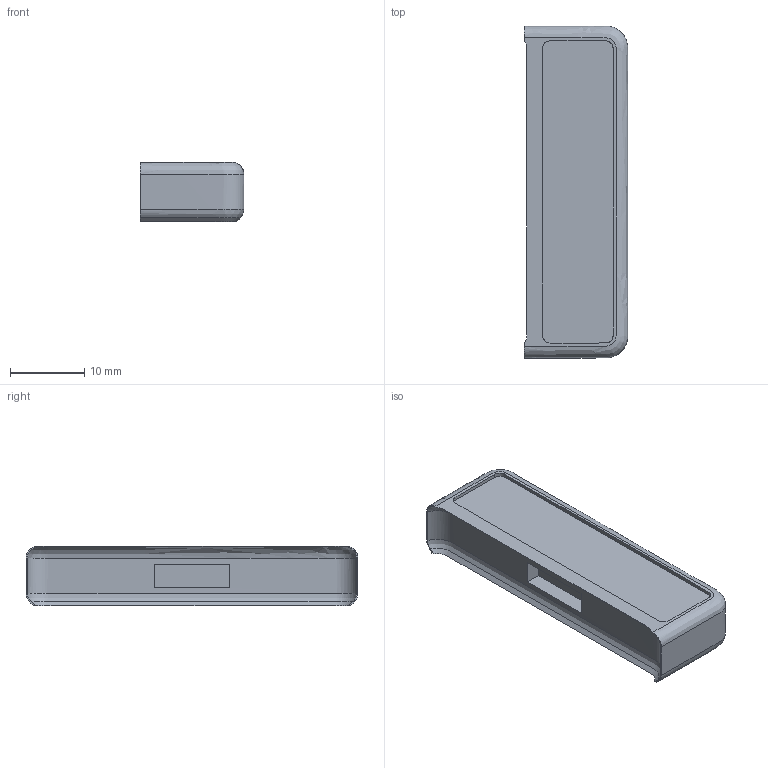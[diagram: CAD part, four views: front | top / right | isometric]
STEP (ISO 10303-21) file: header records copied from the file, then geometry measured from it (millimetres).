
FILE_DESCRIPTION(/* description */ (''),/* implementation_level */ '2;1');
FILE_NAME(/* name */ 'leet_label',/* time_stamp */ '2020-11-02T20:33:30+01:00',/* author */ (''),/* organization */ (''),/* preprocessor_version */ 'ST-DEVELOPER v10',/* originating_system */ '',/* authorisation */ '');
FILE_SCHEMA (('CONFIG_CONTROL_DESIGN'));
Length unit declared in the file: millimetre
Products named in the file (1): 1
Bounding box: 14 x 44.8 x 8 mm (x, y, z)
Volume: 3982.4 mm3; surface area: 2245.8 mm2
Topology: 1 solids, 1 shells, 25 faces, 62 edges, 42 vertices
Faces by surface type: plane 15, bspline 10
Entity records: 1583 total; most frequent: CARTESIAN_POINT 1094, ORIENTED_EDGE 124, EDGE_CURVE 62, VERTEX_POINT 42, B_SPLINE_CURVE_WITH_KNOTS 41, EDGE_LOOP 28, ADVANCED_FACE 25, FACE_OUTER_BOUND 25
